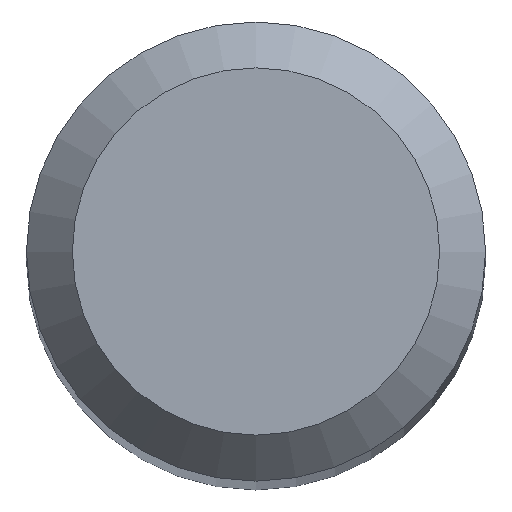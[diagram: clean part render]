
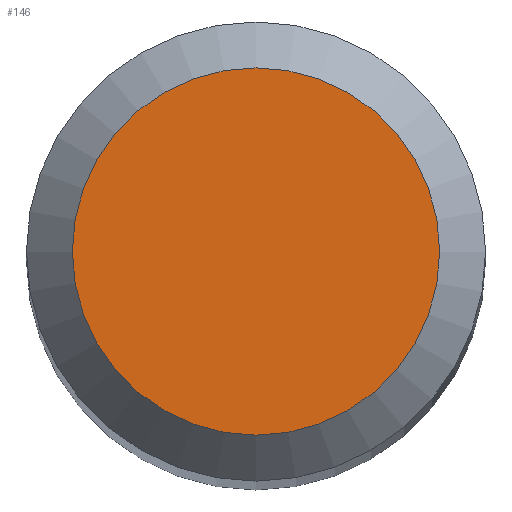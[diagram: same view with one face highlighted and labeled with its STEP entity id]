
A CAD part, top view. The second image highlights one B-rep face of the part: STEP entity #146.
In plain terms, the highlighted planar face has unit normal (0, 0, 1).
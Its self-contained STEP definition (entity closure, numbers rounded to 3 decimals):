
#15 = CIRCLE ( 'NONE', #105, 1.2 ) ;
#23 = CARTESIAN_POINT ( 'NONE',  ( 0., 1.2, 38. ) ) ;
#34 = AXIS2_PLACEMENT_3D ( 'NONE', #117, #41, #51 ) ;
#41 = DIRECTION ( 'NONE',  ( 0., 0., -1. ) ) ;
#51 = DIRECTION ( 'NONE',  ( 0., 1., 0. ) ) ;
#56 = PLANE ( 'NONE',  #34 ) ;
#57 = FACE_OUTER_BOUND ( 'NONE', #169, .T. ) ;
#88 = ORIENTED_EDGE ( 'NONE', *, *, #160, .F. ) ;
#97 = VERTEX_POINT ( 'NONE', #23 ) ;
#100 = CARTESIAN_POINT ( 'NONE',  ( 0., 0., 38. ) ) ;
#105 = AXIS2_PLACEMENT_3D ( 'NONE', #100, #170, #115 ) ;
#115 = DIRECTION ( 'NONE',  ( 0., 1., 0. ) ) ;
#117 = CARTESIAN_POINT ( 'NONE',  ( 0., 0., 38. ) ) ;
#146 = ADVANCED_FACE ( 'NONE', ( #57 ), #56, .F. ) ;
#160 = EDGE_CURVE ( 'NONE', #97, #97, #15, .T. ) ;
#169 = EDGE_LOOP ( 'NONE', ( #88 ) ) ;
#170 = DIRECTION ( 'NONE',  ( 0., 0., -1. ) ) ;
